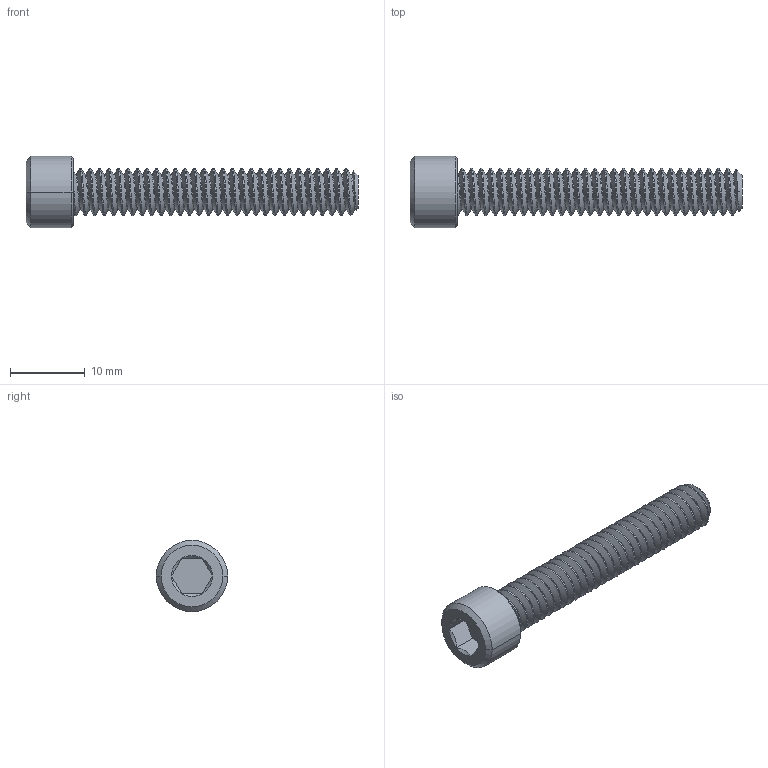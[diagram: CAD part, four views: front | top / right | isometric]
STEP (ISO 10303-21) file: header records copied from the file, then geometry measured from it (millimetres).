
FILE_DESCRIPTION (( 'STEP AP203' ), '1' );
FILE_NAME ('90044A123.step', '2013-11-01T17:13:41', ( '' ), ( '' ), 'SwSTEP 2.0', 'SolidWorks 2010', '' );
FILE_SCHEMA (( 'CONFIG_CONTROL_DESIGN' ));
Length unit declared in the file: inch
Products named in the file (1): 90044A123
Bounding box: 44.45 x 9.53 x 9.53 mm (x, y, z)
Volume: 1305.4 mm3; surface area: 1507.9 mm2
Topology: 1 solids, 1 shells, 88 faces, 235 edges, 151 vertices
Faces by surface type: cylinder 62, cone 13, plane 10, bspline 3
Entity records: 7436 total; most frequent: CARTESIAN_POINT 5555, ORIENTED_EDGE 470, DIRECTION 290, EDGE_CURVE 235, VERTEX_POINT 151, AXIS2_PLACEMENT_3D 105, EDGE_LOOP 90, ADVANCED_FACE 88
